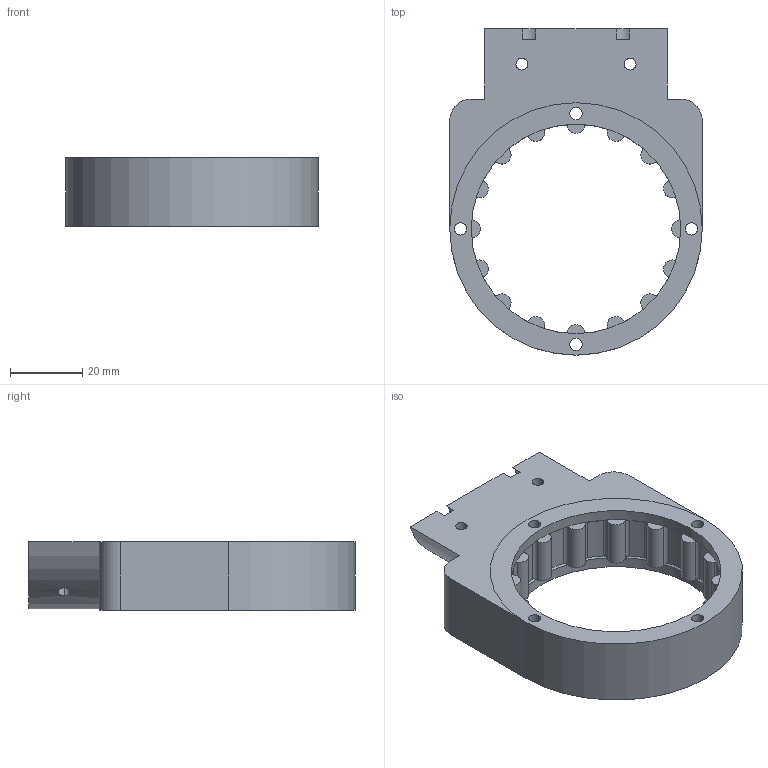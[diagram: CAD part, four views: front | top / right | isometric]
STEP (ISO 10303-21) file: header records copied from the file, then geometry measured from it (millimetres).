
FILE_DESCRIPTION (( 'STEP AP214' ), '1' );
FILE_NAME ('2..2媼撰褲笢渀謫.STEP', '2025-11-19T02:27:03', ( '' ), ( '' ), 'SwSTEP 2.0', 'SolidWorks 2023', '' );
FILE_SCHEMA (( 'AUTOMOTIVE_DESIGN' ));
Length unit declared in the file: millimetre
Products named in the file (1): 2..2二级壳中针轮
Bounding box: 70.01 x 90.5 x 19 mm (x, y, z)
Volume: 47641.3 mm3; surface area: 20259.4 mm2
Topology: 2 solids, 2 shells, 181 faces, 528 edges, 352 vertices
Faces by surface type: cylinder 106, plane 43, cone 32
Entity records: 6526 total; most frequent: CARTESIAN_POINT 1566, DIRECTION 1072, ORIENTED_EDGE 1056, EDGE_CURVE 528, AXIS2_PLACEMENT_3D 442, VERTEX_POINT 352, CIRCLE 260, EDGE_LOOP 196
